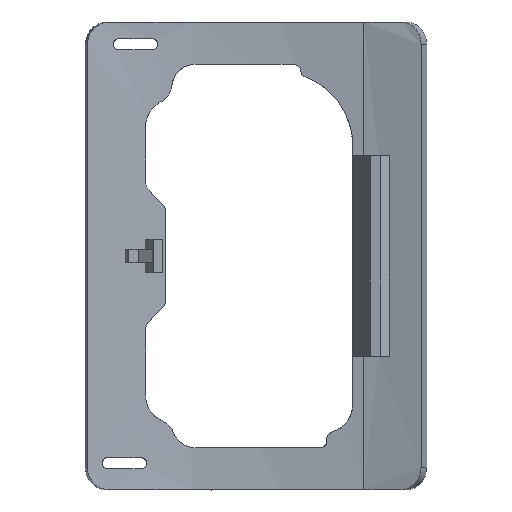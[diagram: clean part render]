
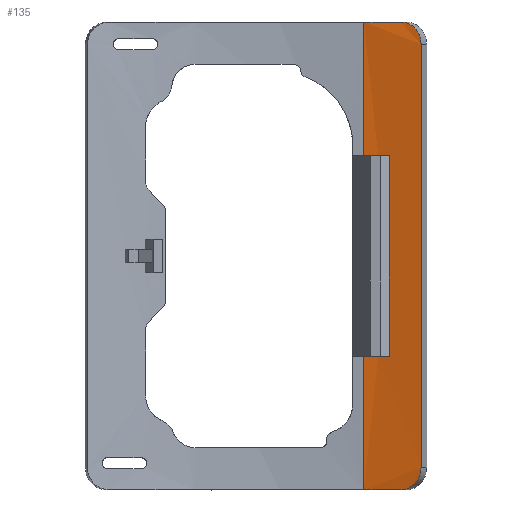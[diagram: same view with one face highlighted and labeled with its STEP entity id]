
A CAD part, top view. The second image highlights one B-rep face of the part: STEP entity #135.
In plain terms, the highlighted free-form (B-spline) face has degree [2, 1] with [3, 2] control points.
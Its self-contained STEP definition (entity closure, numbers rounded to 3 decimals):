
#103 = VERTEX_POINT('',#104);
#104 = CARTESIAN_POINT('',(217.05,12.196,
    -226.776));
#109 = EDGE_CURVE('',#103,#110,#112,.T.);
#110 = VERTEX_POINT('',#111);
#111 = CARTESIAN_POINT('',(205.731,0.,-231.348));
#112 = B_SPLINE_CURVE_WITH_KNOTS('',3,(#113,#114,#115,#116,#117,#118,
    #119,#120,#121,#122),.UNSPECIFIED.,.F.,.F.,(4,2,2,2,4),(
    3.021,3.397,3.774,4.151,
    4.529),.UNSPECIFIED.);
#113 = CARTESIAN_POINT('',(217.05,12.196,
    -226.776));
#114 = CARTESIAN_POINT('',(217.05,10.665,
    -226.776));
#115 = CARTESIAN_POINT('',(216.771,9.031,-226.904)
  );
#116 = CARTESIAN_POINT('',(215.635,6.026,-227.412
    ));
#117 = CARTESIAN_POINT('',(214.776,4.655,-227.791
    ));
#118 = CARTESIAN_POINT('',(212.781,2.488,-228.639)
  );
#119 = CARTESIAN_POINT('',(211.511,1.549,
    -229.164));
#120 = CARTESIAN_POINT('',(208.709,0.305,
    -230.263));
#121 = CARTESIAN_POINT('',(207.176,0.,
    -230.835));
#122 = CARTESIAN_POINT('',(205.731,0.,
    -231.348));
#135 = ADVANCED_FACE('',(#136),#212,.F.);
#136 = FACE_BOUND('',#137,.F.);
#137 = EDGE_LOOP('',(#138,#146,#153,#161,#168,#176,#183,#191,#206,#211)
  );
#138 = ORIENTED_EDGE('',*,*,#139,.F.);
#139 = EDGE_CURVE('',#140,#110,#142,.T.);
#140 = VERTEX_POINT('',#141);
#141 = CARTESIAN_POINT('',(185.753,0.,-236.828));
#142 = ( BOUNDED_CURVE() B_SPLINE_CURVE(2,(#143,#144,#145),
.UNSPECIFIED.,.F.,.F.) B_SPLINE_CURVE_WITH_KNOTS((3,3),(2.909,
3.055),.PIECEWISE_BEZIER_KNOTS.) CURVE() 
GEOMETRIC_REPRESENTATION_ITEM() RATIONAL_B_SPLINE_CURVE((1.,
0.997,1.)) REPRESENTATION_ITEM('') );
#143 = CARTESIAN_POINT('',(185.753,0.,-236.828));
#144 = CARTESIAN_POINT('',(195.942,0.,-234.82));
#145 = CARTESIAN_POINT('',(205.731,0.,-231.348));
#146 = ORIENTED_EDGE('',*,*,#147,.T.);
#147 = EDGE_CURVE('',#140,#148,#150,.T.);
#148 = VERTEX_POINT('',#149);
#149 = CARTESIAN_POINT('',(185.753,73.176,
    -236.828));
#150 = B_SPLINE_CURVE_WITH_KNOTS('',1,(#151,#152),.UNSPECIFIED.,.F.,.F.,
  (2,2),(0.,60.),.PIECEWISE_BEZIER_KNOTS.);
#151 = CARTESIAN_POINT('',(185.753,0.,-236.828));
#152 = CARTESIAN_POINT('',(185.753,73.176,
    -236.828));
#153 = ORIENTED_EDGE('',*,*,#154,.F.);
#154 = EDGE_CURVE('',#155,#148,#157,.T.);
#155 = VERTEX_POINT('',#156);
#156 = CARTESIAN_POINT('',(193.566,73.176,
    -235.058));
#157 = ( BOUNDED_CURVE() B_SPLINE_CURVE(2,(#158,#159,#160),
.UNSPECIFIED.,.F.,.F.) B_SPLINE_CURVE_WITH_KNOTS((3,3),(3.317,
3.374),.PIECEWISE_BEZIER_KNOTS.) CURVE() 
GEOMETRIC_REPRESENTATION_ITEM() RATIONAL_B_SPLINE_CURVE((1.,
1.,1.)) REPRESENTATION_ITEM('') );
#158 = CARTESIAN_POINT('',(193.566,73.176,
    -235.058));
#159 = CARTESIAN_POINT('',(189.684,73.176,
    -236.053));
#160 = CARTESIAN_POINT('',(185.753,73.176,
    -236.828));
#161 = ORIENTED_EDGE('',*,*,#162,.F.);
#162 = EDGE_CURVE('',#163,#155,#165,.T.);
#163 = VERTEX_POINT('',#164);
#164 = CARTESIAN_POINT('',(193.566,182.939,
    -235.058));
#165 = B_SPLINE_CURVE_WITH_KNOTS('',1,(#166,#167),.UNSPECIFIED.,.F.,.F.,
  (2,2),(-150.,-60.),.PIECEWISE_BEZIER_KNOTS.);
#166 = CARTESIAN_POINT('',(193.566,182.939,
    -235.058));
#167 = CARTESIAN_POINT('',(193.566,73.176,
    -235.058));
#168 = ORIENTED_EDGE('',*,*,#169,.F.);
#169 = EDGE_CURVE('',#170,#163,#172,.T.);
#170 = VERTEX_POINT('',#171);
#171 = CARTESIAN_POINT('',(185.753,182.939,
    -236.828));
#172 = ( BOUNDED_CURVE() B_SPLINE_CURVE(2,(#173,#174,#175),
.UNSPECIFIED.,.F.,.F.) B_SPLINE_CURVE_WITH_KNOTS((3,3),(2.909,
2.966),.PIECEWISE_BEZIER_KNOTS.) CURVE() 
GEOMETRIC_REPRESENTATION_ITEM() RATIONAL_B_SPLINE_CURVE((1.,
1.,1.)) REPRESENTATION_ITEM('') );
#173 = CARTESIAN_POINT('',(185.753,182.939,
    -236.828));
#174 = CARTESIAN_POINT('',(189.684,182.939,
    -236.053));
#175 = CARTESIAN_POINT('',(193.566,182.939,
    -235.058));
#176 = ORIENTED_EDGE('',*,*,#177,.T.);
#177 = EDGE_CURVE('',#170,#178,#180,.T.);
#178 = VERTEX_POINT('',#179);
#179 = CARTESIAN_POINT('',(185.753,256.115,-236.828
    ));
#180 = B_SPLINE_CURVE_WITH_KNOTS('',1,(#181,#182),.UNSPECIFIED.,.F.,.F.,
  (2,2),(150.,210.),.PIECEWISE_BEZIER_KNOTS.);
#181 = CARTESIAN_POINT('',(185.753,182.939,
    -236.828));
#182 = CARTESIAN_POINT('',(185.753,256.115,-236.828
    ));
#183 = ORIENTED_EDGE('',*,*,#184,.T.);
#184 = EDGE_CURVE('',#178,#185,#187,.T.);
#185 = VERTEX_POINT('',#186);
#186 = CARTESIAN_POINT('',(205.731,256.115,
    -231.348));
#187 = ( BOUNDED_CURVE() B_SPLINE_CURVE(2,(#188,#189,#190),
.UNSPECIFIED.,.F.,.F.) B_SPLINE_CURVE_WITH_KNOTS((3,3),(2.909,
3.055),.PIECEWISE_BEZIER_KNOTS.) CURVE() 
GEOMETRIC_REPRESENTATION_ITEM() RATIONAL_B_SPLINE_CURVE((1.,
0.997,1.)) REPRESENTATION_ITEM('') );
#188 = CARTESIAN_POINT('',(185.753,256.115,
    -236.828));
#189 = CARTESIAN_POINT('',(195.942,256.115,
    -234.82));
#190 = CARTESIAN_POINT('',(205.731,256.115,
    -231.348));
#191 = ORIENTED_EDGE('',*,*,#192,.T.);
#192 = EDGE_CURVE('',#185,#193,#195,.T.);
#193 = VERTEX_POINT('',#194);
#194 = CARTESIAN_POINT('',(217.05,243.919,
    -226.776));
#195 = B_SPLINE_CURVE_WITH_KNOTS('',3,(#196,#197,#198,#199,#200,#201,
    #202,#203,#204,#205),.UNSPECIFIED.,.F.,.F.,(4,2,2,2,4),(
    1.513,1.89,2.267,2.644,
    3.021),.UNSPECIFIED.);
#196 = CARTESIAN_POINT('',(205.731,256.115,
    -231.348));
#197 = CARTESIAN_POINT('',(207.176,256.115,
    -230.835));
#198 = CARTESIAN_POINT('',(208.709,255.81,
    -230.263));
#199 = CARTESIAN_POINT('',(211.511,254.566,
    -229.164));
#200 = CARTESIAN_POINT('',(212.781,253.627,-228.639
    ));
#201 = CARTESIAN_POINT('',(214.776,251.46,
    -227.791));
#202 = CARTESIAN_POINT('',(215.635,250.088,
    -227.412));
#203 = CARTESIAN_POINT('',(216.771,247.084,-226.904
    ));
#204 = CARTESIAN_POINT('',(217.05,245.45,
    -226.776));
#205 = CARTESIAN_POINT('',(217.05,243.919,
    -226.776));
#206 = ORIENTED_EDGE('',*,*,#207,.F.);
#207 = EDGE_CURVE('',#103,#193,#208,.T.);
#208 = B_SPLINE_CURVE_WITH_KNOTS('',1,(#209,#210),.UNSPECIFIED.,.F.,.F.,
  (2,2),(10.,200.),.PIECEWISE_BEZIER_KNOTS.);
#209 = CARTESIAN_POINT('',(217.05,12.196,
    -226.776));
#210 = CARTESIAN_POINT('',(217.05,243.919,
    -226.776));
#211 = ORIENTED_EDGE('',*,*,#109,.T.);
#212 = ( BOUNDED_SURFACE() B_SPLINE_SURFACE(2,1,(
    (#213,#214)
    ,(#215,#216)
,(#217,#218
    )),.UNSPECIFIED.,.F.,.F.,.F.) B_SPLINE_SURFACE_WITH_KNOTS((3,3),(2,2
    ),(3.142,3.374),(0.,210.),
.PIECEWISE_BEZIER_KNOTS.) GEOMETRIC_REPRESENTATION_ITEM() 
RATIONAL_B_SPLINE_SURFACE((
    (1.,1.)
    ,(0.993,0.993)
,(1.,1.))) REPRESENTATION_ITEM('') SURFACE() );
#213 = CARTESIAN_POINT('',(217.05,0.,
    -226.776));
#214 = CARTESIAN_POINT('',(217.05,256.115,
    -226.776));
#215 = CARTESIAN_POINT('',(201.988,0.,
    -233.628));
#216 = CARTESIAN_POINT('',(201.988,256.115,
    -233.628));
#217 = CARTESIAN_POINT('',(185.753,0.,
    -236.828));
#218 = CARTESIAN_POINT('',(185.753,256.115,
    -236.828));
